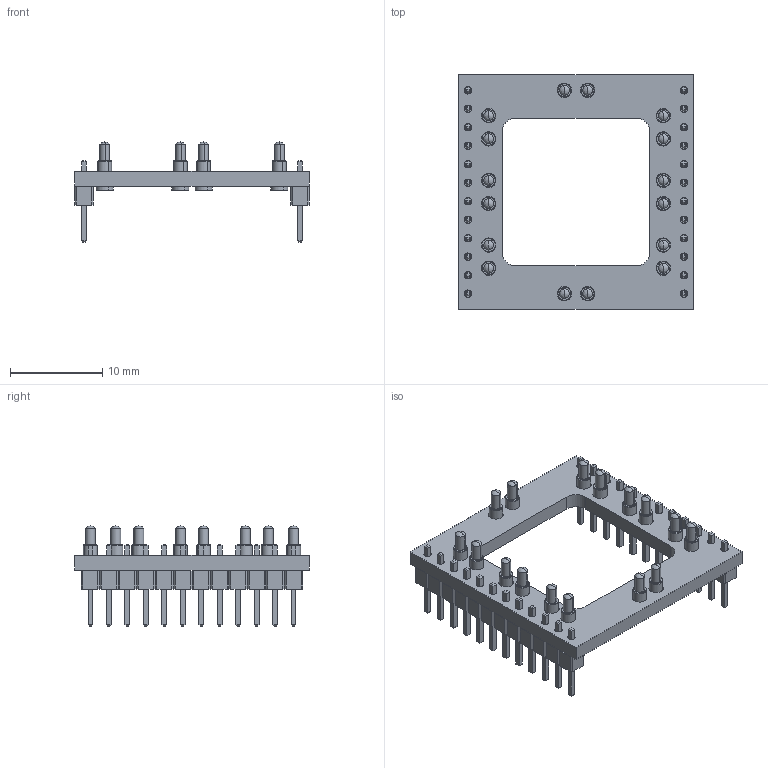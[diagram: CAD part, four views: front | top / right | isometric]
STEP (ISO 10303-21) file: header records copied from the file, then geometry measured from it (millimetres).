
FILE_DESCRIPTION(('KiCad electronic assembly'),'2;1');
FILE_NAME('otter_substrate_adapter.step','2020-01-17T11:13:51',( 'An Author'),('A Company'),'Open CASCADE STEP processor 7.4', 'KiCad to STEP converter','Unknown');
FILE_SCHEMA(('AUTOMOTIVE_DESIGN { 1 0 10303 214 1 1 1 1 }'));
Length unit declared in the file: millimetre
Products named in the file (6): Open CASCADE STEP translator 7.4 1; mill-max-0964-0-15-20-85-14-11-0; SOLID; PinHeader_1x12_P2.00mm_Vertical; COMPOUND
Assembly tree (21 placements, depth 3):
  Open CASCADE STEP translator 7.4 1
    mill-max-0964-0-15-20-85-14-11-0  x16
      SOLID
    PinHeader_1x12_P2.00mm_Vertical  x2
      SOLID
    COMPOUND
Bounding box: 25.4 x 25.4 x 10.83 mm (x, y, z)
Volume: 910.7 mm3; surface area: 2338.4 mm2
Topology: 19 solids, 19 shells, 942 faces, 2168 edges, 1344 vertices
Faces by surface type: plane 674, cylinder 172, cone 64, revolution 32
Full cylindrical faces by diameter (mm): 0.8 x24, 1.56 x16
Entity records: 24699 total; most frequent: CARTESIAN_POINT 3788, DIRECTION 3554, LINE 2460, VECTOR 2460, ORIENTED_EDGE 1788, PCURVE 1788, DEFINITIONAL_REPRESENTATION 1788, EDGE_CURVE 894
